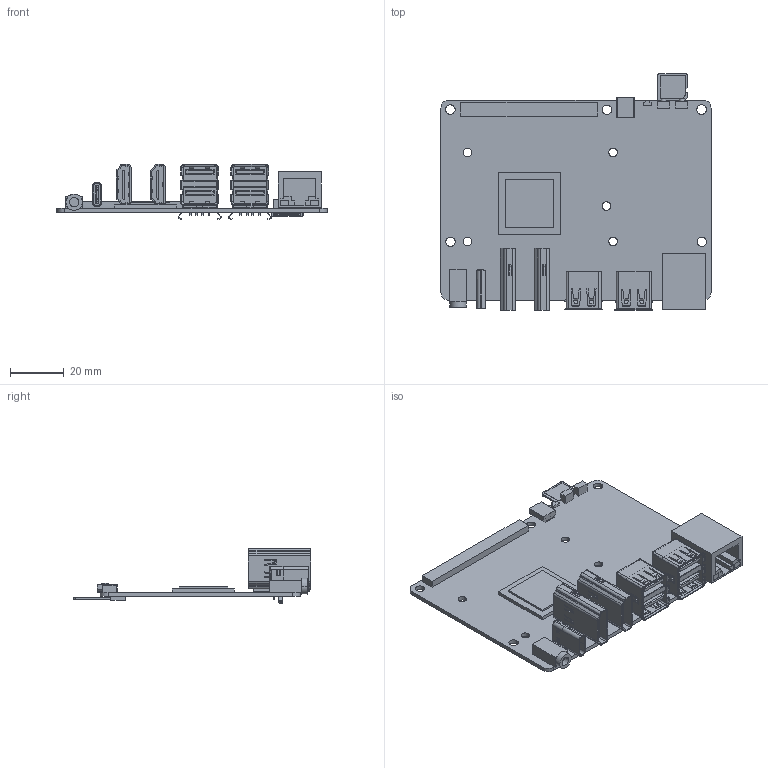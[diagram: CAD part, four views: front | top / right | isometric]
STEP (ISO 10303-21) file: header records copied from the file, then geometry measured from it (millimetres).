
FILE_DESCRIPTION(('FreeCAD Model'),'2;1');
FILE_NAME('Open CASCADE Shape Model','2022-09-30T17:19:45',('Author'),( ''),'Open CASCADE STEP processor 7.4','FreeCAD','Unknown');
FILE_SCHEMA(('AUTOMOTIVE_DESIGN { 1 0 10303 214 1 1 1 1 }'));
Length unit declared in the file: millimetre
Products named in the file (10): ROCK5B_v1.42; PCB; 2xUSB3.0; HDMI2; USB_C; HP; RJ45; micro_HDMI; PWR_KEY; microSD_card
Assembly tree (12 placements, depth 2):
  ROCK5B_v1.42
    PCB
    2xUSB3.0  x2
    HDMI2  x2
    USB_C
    HP
    RJ45
    micro_HDMI
    PWR_KEY  x2
    microSD_card
Bounding box: 100.19 x 87.88 x 20.55 mm (x, y, z)
Volume: 21637.6 mm3; surface area: 30281.6 mm2
Topology: 12 solids, 12 shells, 1566 faces, 4439 edges, 2926 vertices
Faces by surface type: plane 1215, cylinder 332, torus 18, cone 1
Entity records: 71546 total; most frequent: CARTESIAN_POINT 14472, DIRECTION 10557, LINE 7415, VECTOR 7415, ORIENTED_EDGE 5676, PCURVE 5676, DEFINITIONAL_REPRESENTATION 5676, EDGE_CURVE 2838
